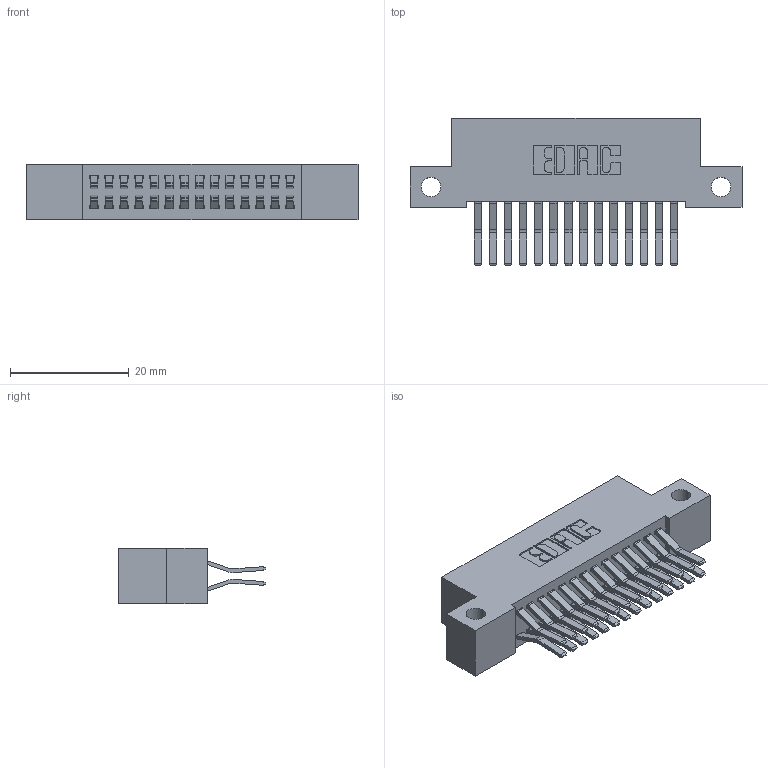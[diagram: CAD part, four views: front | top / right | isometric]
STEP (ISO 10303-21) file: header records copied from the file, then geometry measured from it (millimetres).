
FILE_DESCRIPTION (( 'STEP AP203' ), '1' );
FILE_NAME ('392-028-560-212.STEP', '2019-10-07T12:47:10', ( '' ), ( '' ), 'SwSTEP 2.0', 'SolidWorks 2016', '' );
FILE_SCHEMA (( 'CONFIG_CONTROL_DESIGN' ));
Length unit declared in the file: inch
Products named in the file (3): 342 Part_Side Mount; 345-292-001_560 Tail; 392-028-560-212
Assembly tree (29 placements, depth 2):
  392-028-560-212
    342 Part_Side Mount
    345-292-001_560 Tail  x28
Bounding box: 55.88 x 24.78 x 9.4 mm (x, y, z)
Volume: 4998.2 mm3; surface area: 7726.9 mm2
Topology: 29 solids, 29 shells, 1622 faces, 4807 edges, 3166 vertices
Faces by surface type: plane 1074, cylinder 548
Entity records: 12587 total; most frequent: CARTESIAN_POINT 2118, ORIENTED_EDGE 2054, DIRECTION 1863, EDGE_CURVE 1027, VECTOR 895, LINE 895, VERTEX_POINT 682, AXIS2_PLACEMENT_3D 484
